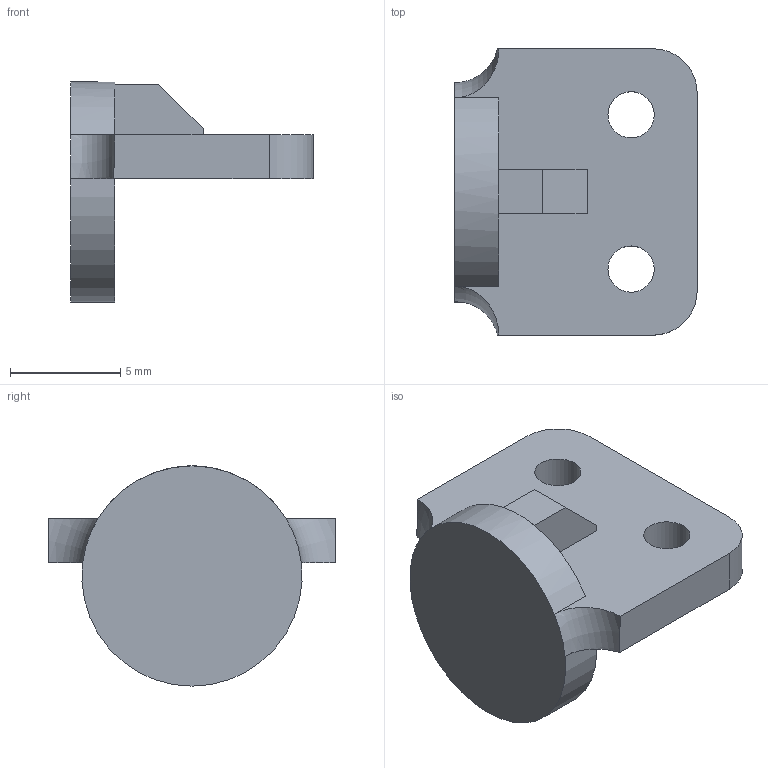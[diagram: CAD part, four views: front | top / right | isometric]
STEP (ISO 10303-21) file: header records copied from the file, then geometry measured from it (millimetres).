
FILE_DESCRIPTION(/* description */ (''),/* implementation_level */ '2;1');
FILE_NAME(/* name */ 'RSFF_tip_mount_1.stp',/* time_stamp */ '2023-11-20T22:50:54+09:00',/* author */ ('user'),/* organization */ (''),/* preprocessor_version */ 'ST-DEVELOPER v19',/* originating_system */ 'Autodesk Inventor 2023',/* authorisation */ '');
FILE_SCHEMA (('AUTOMOTIVE_DESIGN { 1 0 10303 214 3 1 1 }'));
Length unit declared in the file: millimetre
Products named in the file (1): RSFF_tip_mount_1
Bounding box: 11 x 13 x 10 mm (x, y, z)
Volume: 391.8 mm3; surface area: 522.1 mm2
Topology: 1 solids, 1 shells, 25 faces, 61 edges, 38 vertices
Faces by surface type: plane 17, cylinder 6, torus 2
Full cylindrical faces by diameter (mm): 2.1 x2
Entity records: 814 total; most frequent: CARTESIAN_POINT 171, DIRECTION 125, ORIENTED_EDGE 122, EDGE_CURVE 61, AXIS2_PLACEMENT_3D 44, VERTEX_POINT 38, LINE 37, VECTOR 37
